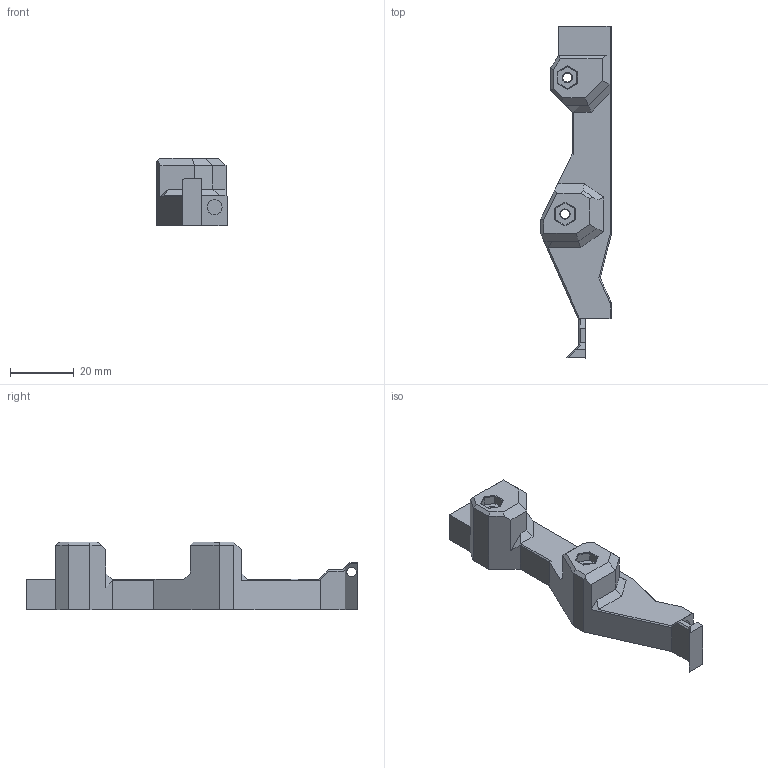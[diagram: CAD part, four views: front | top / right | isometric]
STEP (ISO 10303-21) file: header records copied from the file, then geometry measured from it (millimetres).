
FILE_DESCRIPTION (( 'STEP AP203' ), '1' );
FILE_NAME ('A4T_Magnet_Dock_Upright_Right.STEP', '2024-12-02T22:50:54', ( '' ), ( '' ), 'SwSTEP 2.0', 'SolidWorks 2023', '' );
FILE_SCHEMA (( 'CONFIG_CONTROL_DESIGN' ));
Length unit declared in the file: millimetre
Products named in the file (1): A4T_Magnet_Dock_Upright_Right
Bounding box: 22.13 x 104.05 x 21.25 mm (x, y, z)
Volume: 19118.4 mm3; surface area: 7522.9 mm2
Topology: 1 solids, 1 shells, 155 faces, 387 edges, 240 vertices
Faces by surface type: plane 125, cylinder 18, cone 12
Entity records: 4602 total; most frequent: CARTESIAN_POINT 789, ORIENTED_EDGE 774, DIRECTION 761, EDGE_CURVE 387, LINE 321, VECTOR 321, VERTEX_POINT 240, AXIS2_PLACEMENT_3D 220
